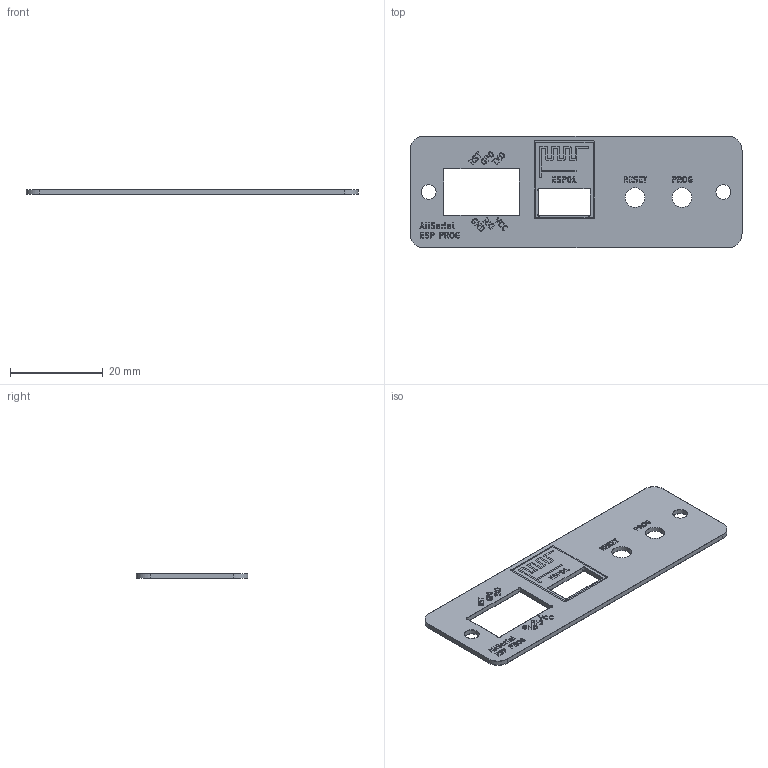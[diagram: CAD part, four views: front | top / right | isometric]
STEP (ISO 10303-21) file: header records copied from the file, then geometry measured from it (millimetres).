
FILE_DESCRIPTION(('KiCad electronic assembly'),'2;1');
FILE_NAME('AllSerial ESP Prog Front.step','2025-07-20T21:54:13',( 'Pcbnew'),('Kicad'),'Open CASCADE STEP processor 7.8', 'KiCad to STEP converter','Unknown');
FILE_SCHEMA(('AUTOMOTIVE_DESIGN { 1 0 10303 214 1 1 1 1 }'));
Length unit declared in the file: millimetre
Products named in the file (5): AllSerial ESP Prog Front 1; AllSerial ESP Prog Front_copper; AllSerial ESP Prog Front_silkscreen; AllSerial ESP Prog Front_soldermask; AllSerial ESP Prog Front_PCB
Assembly tree (4 placements, depth 2):
  AllSerial ESP Prog Front 1
    AllSerial ESP Prog Front_copper
    AllSerial ESP Prog Front_silkscreen
    AllSerial ESP Prog Front_soldermask
    AllSerial ESP Prog Front_PCB
Bounding box: 71.5 x 24 x 1.12 mm (x, y, z)
Volume: 1439.8 mm3; surface area: 6009.2 mm2
Topology: 62 solids, 127 shells, 1379 faces, 5685 edges, 4495 vertices
Faces by surface type: plane 1078, cylinder 301
Full cylindrical faces by diameter (mm): 3.2 x2, 4.2 x2
Entity records: 60321 total; most frequent: CARTESIAN_POINT 11564, DIRECTION 9547, ORIENTED_EDGE 9255, EDGE_CURVE 5685, LINE 4591, VECTOR 4591, VERTEX_POINT 4495, AXIS2_PLACEMENT_3D 2478
